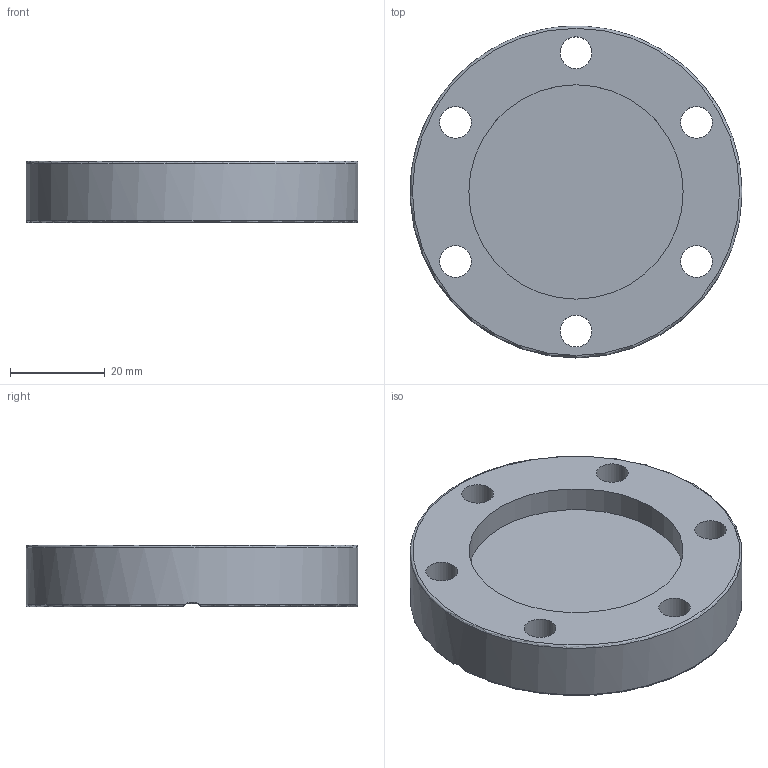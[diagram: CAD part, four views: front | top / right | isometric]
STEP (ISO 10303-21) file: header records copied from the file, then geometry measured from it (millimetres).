
FILE_DESCRIPTION((''),'2;1');
FILE_NAME('F35R-316LNS.stp','2009-03-13T08:26:02',('hasers'),(''),'Autodesk Inventor 2008','Autodesk Inventor 2008','');
FILE_SCHEMA(('AUTOMOTIVE_DESIGN { 1 0 10303 214 1 1 1 1 }'));
Length unit declared in the file: millimetre
Products named in the file (3): F35R-316LNS; CF-R [Subject [Summary]=-316LNS][Title [Summary]=F35RO]; CF-R [Subject [Summary]=-316LNS][Title [Summary]=F35RI]
Assembly tree (2 placements, depth 2):
  F35R-316LNS
    CF-R [Subject [Summary]=-316LNS][Title [Summary]=F35RO]
    CF-R [Subject [Summary]=-316LNS][Title [Summary]=F35RI]
Bounding box: 70 x 70 x 13 mm (x, y, z)
Volume: 36165.1 mm3; surface area: 14997 mm2
Topology: 2 solids, 2 shells, 29 faces, 75 edges, 50 vertices
Faces by surface type: bspline 10, torus 6, cylinder 5, plane 5, cone 3
Full cylindrical faces by diameter (mm): 48.1 x1, 48.9 x1, 70 x1
Entity records: 1035 total; most frequent: CARTESIAN_POINT 390, DIRECTION 118, ORIENTED_EDGE 90, EDGE_LOOP 62, AXIS2_PLACEMENT_3D 57, EDGE_CURVE 45, VERTEX_POINT 39, CIRCLE 33
